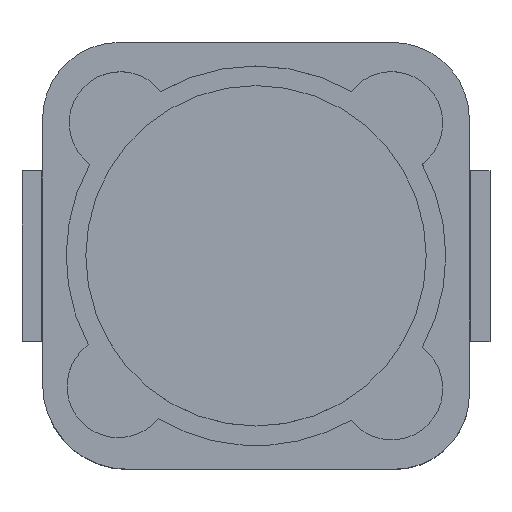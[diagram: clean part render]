
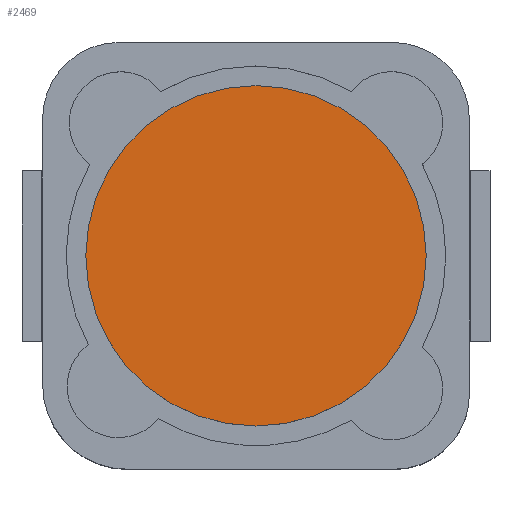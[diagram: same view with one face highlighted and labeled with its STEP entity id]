
A CAD part, top view. The second image highlights one B-rep face of the part: STEP entity #2469.
In plain terms, the highlighted planar face has unit normal (0, 0, 1).
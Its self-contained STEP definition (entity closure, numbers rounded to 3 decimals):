
#2399 = CYLINDRICAL_SURFACE('',#2400,4.985);
#2400 = AXIS2_PLACEMENT_3D('',#2401,#2402,#2403);
#2401 = CARTESIAN_POINT('',(0.,0.,6.));
#2402 = DIRECTION('',(0.,0.,1.));
#2403 = DIRECTION('',(1.,0.,0.));
#2415 = VERTEX_POINT('',#2416);
#2416 = CARTESIAN_POINT('',(4.985,0.,6.));
#2439 = EDGE_CURVE('',#2415,#2415,#2440,.T.);
#2440 = SURFACE_CURVE('',#2441,(#2446,#2453),.PCURVE_S1.);
#2441 = CIRCLE('',#2442,4.985);
#2442 = AXIS2_PLACEMENT_3D('',#2443,#2444,#2445);
#2443 = CARTESIAN_POINT('',(0.,0.,6.));
#2444 = DIRECTION('',(0.,0.,1.));
#2445 = DIRECTION('',(1.,0.,0.));
#2446 = PCURVE('',#2399,#2447);
#2447 = DEFINITIONAL_REPRESENTATION('',(#2448),#2452);
#2448 = LINE('',#2449,#2450);
#2449 = CARTESIAN_POINT('',(0.,0.));
#2450 = VECTOR('',#2451,1.);
#2451 = DIRECTION('',(1.,0.));
#2452 = ( GEOMETRIC_REPRESENTATION_CONTEXT(2) 
PARAMETRIC_REPRESENTATION_CONTEXT() REPRESENTATION_CONTEXT('2D SPACE',''
  ) );
#2453 = PCURVE('',#2454,#2459);
#2454 = PLANE('',#2455);
#2455 = AXIS2_PLACEMENT_3D('',#2456,#2457,#2458);
#2456 = CARTESIAN_POINT('',(0.019,0.013,6.));
#2457 = DIRECTION('',(-0.,-0.,-1.));
#2458 = DIRECTION('',(-1.,0.,0.));
#2459 = DEFINITIONAL_REPRESENTATION('',(#2460),#2468);
#2460 = ( BOUNDED_CURVE() B_SPLINE_CURVE(2,(#2461,#2462,#2463,#2464,
#2465,#2466,#2467),.UNSPECIFIED.,.T.,.F.) B_SPLINE_CURVE_WITH_KNOTS((1,2
    ,2,2,2,1),(-2.094,0.,2.094,4.189,
6.283,8.378),.UNSPECIFIED.) CURVE() 
GEOMETRIC_REPRESENTATION_ITEM() RATIONAL_B_SPLINE_CURVE((1.,0.5,1.,0.5,
1.,0.5,1.)) REPRESENTATION_ITEM('') );
#2461 = CARTESIAN_POINT('',(-4.966,-0.013));
#2462 = CARTESIAN_POINT('',(-4.966,8.622));
#2463 = CARTESIAN_POINT('',(2.512,4.304));
#2464 = CARTESIAN_POINT('',(9.99,-0.013));
#2465 = CARTESIAN_POINT('',(2.512,-4.331));
#2466 = CARTESIAN_POINT('',(-4.966,-8.648));
#2467 = CARTESIAN_POINT('',(-4.966,-0.013));
#2468 = ( GEOMETRIC_REPRESENTATION_CONTEXT(2) 
PARAMETRIC_REPRESENTATION_CONTEXT() REPRESENTATION_CONTEXT('2D SPACE',''
  ) );
#2469 = ADVANCED_FACE('',(#2470),#2454,.F.);
#2470 = FACE_BOUND('',#2471,.F.);
#2471 = EDGE_LOOP('',(#2472));
#2472 = ORIENTED_EDGE('',*,*,#2439,.F.);
